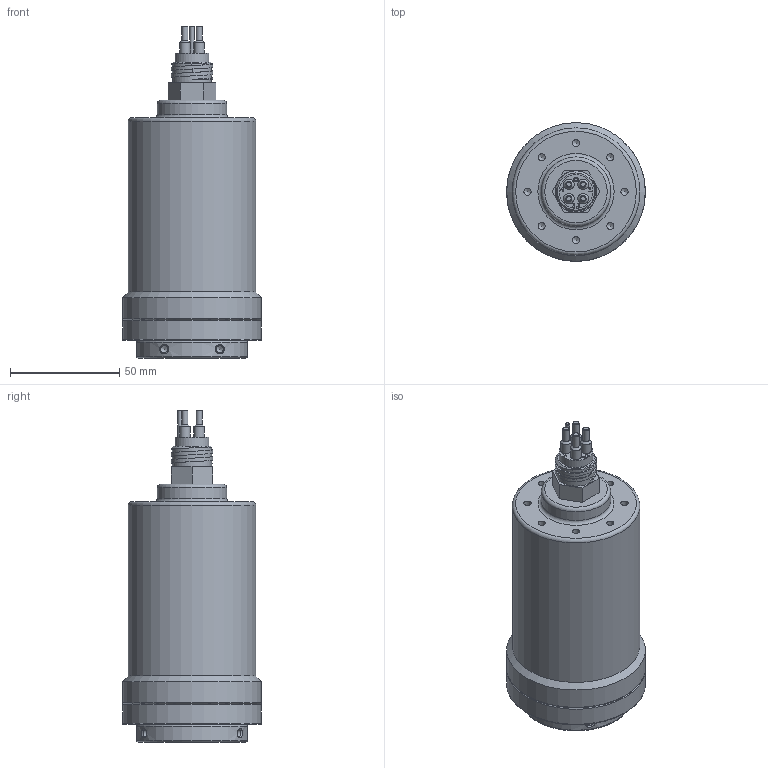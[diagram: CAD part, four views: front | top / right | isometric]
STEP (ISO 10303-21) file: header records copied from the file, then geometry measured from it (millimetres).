
FILE_DESCRIPTION(/* description */ (''),/* implementation_level */ '2;1');
FILE_NAME(/* name */ 'HammerheadRotator.stp',/* time_stamp */ '2022-09-26T14:27:21-04:00',/* author */ ('lfrey'),/* organization */ (''),/* preprocessor_version */ 'ST-DEVELOPER v19',/* originating_system */ 'Autodesk Inventor 2023',/* authorisation */ '');
FILE_SCHEMA (('AUTOMOTIVE_DESIGN { 1 0 10303 214 3 1 1 }'));
Length unit declared in the file: inch
Products named in the file (1): HammerheadRotator
Bounding box: 63.5 x 63.5 x 152.01 mm (x, y, z)
Volume: 310947.3 mm3; surface area: 32211.8 mm2
Topology: 1 solids, 2 shells, 347 faces, 894 edges, 576 vertices
Faces by surface type: plane 142, cone 88, cylinder 54, bspline 37, torus 26
Full cylindrical faces by diameter (mm): 2 x1, 2.8 x4, 2.845 x4, 2.946 x4, 3.302 x16, 4.8 x4, 4.953 x4, 12.5 x1, 15.5 x1, 16 x1, 17.9 x2, 19 x2, 31.75 x1, 50.8 x2, 50.851 x1, 58.42 x1, 63.5 x2
Entity records: 13256 total; most frequent: CARTESIAN_POINT 4806, ORIENTED_EDGE 1756, DIRECTION 1530, EDGE_CURVE 878, AXIS2_PLACEMENT_3D 578, VERTEX_POINT 576, EDGE_LOOP 390, LINE 374
